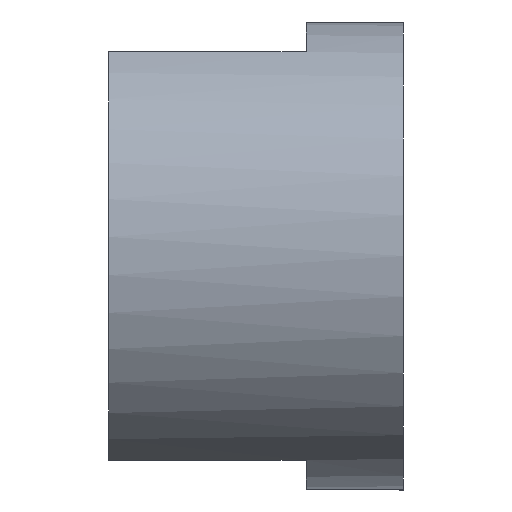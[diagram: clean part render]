
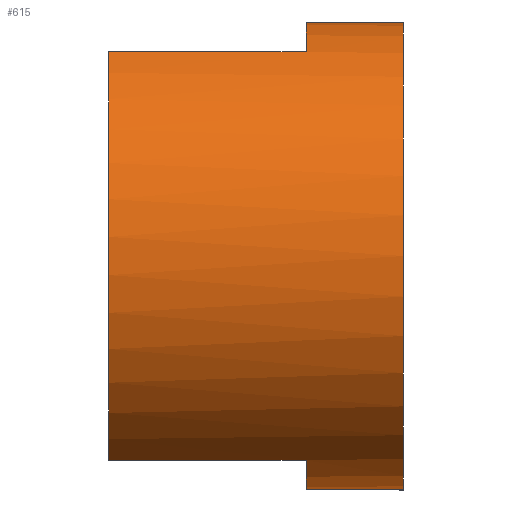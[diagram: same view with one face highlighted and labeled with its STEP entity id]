
A CAD part, left-side view. The second image highlights one B-rep face of the part: STEP entity #615.
In plain terms, the highlighted cylindrical face has radius 7.938 mm (diameter 15.875 mm), a partial arc.
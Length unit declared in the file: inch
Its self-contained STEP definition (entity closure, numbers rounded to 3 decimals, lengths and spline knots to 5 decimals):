
#1 = ORIENTED_EDGE ( 'NONE', *, *, #566, .T. ) ;
#3 = AXIS2_PLACEMENT_3D ( 'NONE', #342, #480, #537 ) ;
#22 = VERTEX_POINT ( 'NONE', #451 ) ;
#23 = CARTESIAN_POINT ( 'NONE',  ( -1.06, 0.3937, -0.3125 ) ) ;
#28 = LINE ( 'NONE', #23, #591 ) ;
#40 = CIRCLE ( 'NONE', #150, 0.3125 ) ;
#44 = EDGE_CURVE ( 'NONE', #589, #565, #362, .T. ) ;
#49 = ORIENTED_EDGE ( 'NONE', *, *, #240, .T. ) ;
#61 = VERTEX_POINT ( 'NONE', #280 ) ;
#63 = DIRECTION ( 'NONE',  ( 0., -1., 0. ) ) ;
#78 = CARTESIAN_POINT ( 'NONE',  ( -1.06, 0., 0.3125 ) ) ;
#88 = CARTESIAN_POINT ( 'NONE',  ( -1.21208, 0.13, -0.273 ) ) ;
#95 = EDGE_CURVE ( 'NONE', #22, #61, #28, .T. ) ;
#108 = LINE ( 'NONE', #562, #161 ) ;
#118 = CARTESIAN_POINT ( 'NONE',  ( -1.21208, 0.3937, 0.273 ) ) ;
#125 = DIRECTION ( 'NONE',  ( 0., 1., 0. ) ) ;
#132 = CARTESIAN_POINT ( 'NONE',  ( -1.21208, 0.3937, 0.273 ) ) ;
#138 = AXIS2_PLACEMENT_3D ( 'NONE', #243, #486, #624 ) ;
#142 = CIRCLE ( 'NONE', #138, 0.3125 ) ;
#150 = AXIS2_PLACEMENT_3D ( 'NONE', #328, #520, #560 ) ;
#161 = VECTOR ( 'NONE', #379, 39.37008 ) ;
#169 = DIRECTION ( 'NONE',  ( 0., 0., 1. ) ) ;
#191 = CARTESIAN_POINT ( 'NONE',  ( -1.21208, 0.3937, -0.273 ) ) ;
#197 = CIRCLE ( 'NONE', #622, 0.3125 ) ;
#216 = ORIENTED_EDGE ( 'NONE', *, *, #223, .F. ) ;
#223 = EDGE_CURVE ( 'NONE', #589, #239, #317, .T. ) ;
#233 = FACE_OUTER_BOUND ( 'NONE', #248, .T. ) ;
#239 = VERTEX_POINT ( 'NONE', #118 ) ;
#240 = EDGE_CURVE ( 'NONE', #61, #261, #40, .T. ) ;
#243 = CARTESIAN_POINT ( 'NONE',  ( -1.06, 0.13, 0. ) ) ;
#248 = EDGE_LOOP ( 'NONE', ( #1, #388, #216, #487, #561, #311, #49, #454 ) ) ;
#261 = VERTEX_POINT ( 'NONE', #78 ) ;
#271 = CARTESIAN_POINT ( 'NONE',  ( -1.06, 0.13, 0.3125 ) ) ;
#280 = CARTESIAN_POINT ( 'NONE',  ( -1.06, 0., -0.3125 ) ) ;
#287 = CYLINDRICAL_SURFACE ( 'NONE', #3, 0.3125 ) ;
#290 = DIRECTION ( 'NONE',  ( 0., -1., 0. ) ) ;
#311 = ORIENTED_EDGE ( 'NONE', *, *, #95, .T. ) ;
#317 = CIRCLE ( 'NONE', #494, 0.3125 ) ;
#325 = VERTEX_POINT ( 'NONE', #271 ) ;
#328 = CARTESIAN_POINT ( 'NONE',  ( -1.06, 0., 0. ) ) ;
#342 = CARTESIAN_POINT ( 'NONE',  ( -1.06, 0.3937, 0. ) ) ;
#356 = VERTEX_POINT ( 'NONE', #601 ) ;
#362 = LINE ( 'NONE', #509, #603 ) ;
#379 = DIRECTION ( 'NONE',  ( 0., -1., 0. ) ) ;
#388 = ORIENTED_EDGE ( 'NONE', *, *, #636, .T. ) ;
#451 = CARTESIAN_POINT ( 'NONE',  ( -1.06, 0.13, -0.3125 ) ) ;
#454 = ORIENTED_EDGE ( 'NONE', *, *, #491, .F. ) ;
#480 = DIRECTION ( 'NONE',  ( 0., -1., 0. ) ) ;
#486 = DIRECTION ( 'NONE',  ( 0., -1., 0. ) ) ;
#487 = ORIENTED_EDGE ( 'NONE', *, *, #44, .T. ) ;
#488 = DIRECTION ( 'NONE',  ( 0., 0., -1. ) ) ;
#491 = EDGE_CURVE ( 'NONE', #325, #261, #108, .T. ) ;
#494 = AXIS2_PLACEMENT_3D ( 'NONE', #611, #125, #169 ) ;
#509 = CARTESIAN_POINT ( 'NONE',  ( -1.21208, 0.3937, -0.273 ) ) ;
#520 = DIRECTION ( 'NONE',  ( 0., 1., 0. ) ) ;
#530 = CARTESIAN_POINT ( 'NONE',  ( -1.06, 0.13, 0. ) ) ;
#533 = VECTOR ( 'NONE', #631, 39.37008 ) ;
#537 = DIRECTION ( 'NONE',  ( 0., 0., -1. ) ) ;
#560 = DIRECTION ( 'NONE',  ( 0., 0., 1. ) ) ;
#561 = ORIENTED_EDGE ( 'NONE', *, *, #580, .T. ) ;
#562 = CARTESIAN_POINT ( 'NONE',  ( -1.06, 0.3937, 0.3125 ) ) ;
#565 = VERTEX_POINT ( 'NONE', #88 ) ;
#566 = EDGE_CURVE ( 'NONE', #325, #356, #197, .T. ) ;
#575 = LINE ( 'NONE', #132, #533 ) ;
#580 = EDGE_CURVE ( 'NONE', #565, #22, #142, .T. ) ;
#589 = VERTEX_POINT ( 'NONE', #191 ) ;
#591 = VECTOR ( 'NONE', #605, 39.37008 ) ;
#601 = CARTESIAN_POINT ( 'NONE',  ( -1.21208, 0.13, 0.273 ) ) ;
#603 = VECTOR ( 'NONE', #63, 39.37008 ) ;
#605 = DIRECTION ( 'NONE',  ( 0., -1., 0. ) ) ;
#611 = CARTESIAN_POINT ( 'NONE',  ( -1.06, 0.3937, 0. ) ) ;
#615 = ADVANCED_FACE ( 'NONE', ( #233 ), #287, .T. ) ;
#622 = AXIS2_PLACEMENT_3D ( 'NONE', #530, #290, #488 ) ;
#624 = DIRECTION ( 'NONE',  ( 0., 0., -1. ) ) ;
#631 = DIRECTION ( 'NONE',  ( 0., 1., 0. ) ) ;
#636 = EDGE_CURVE ( 'NONE', #356, #239, #575, .T. ) ;
